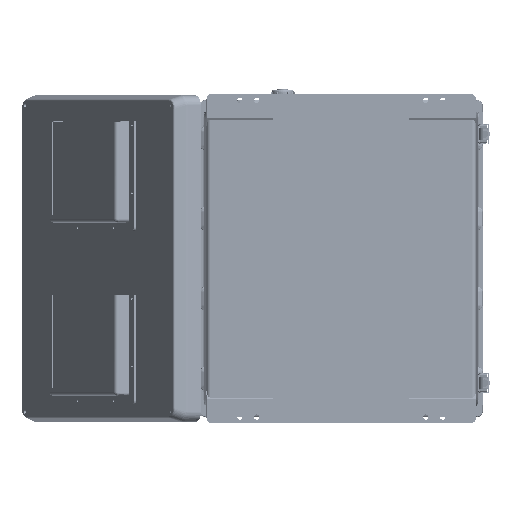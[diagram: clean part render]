
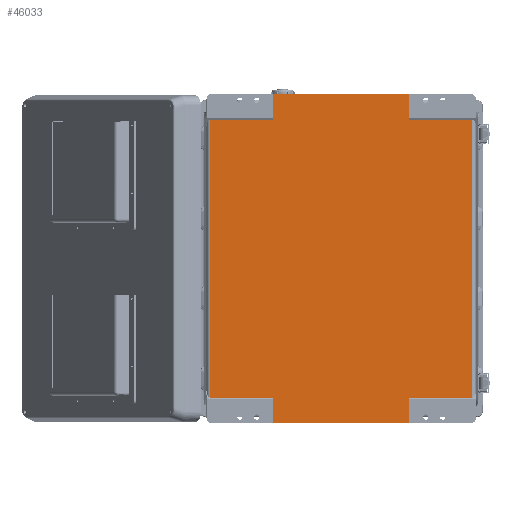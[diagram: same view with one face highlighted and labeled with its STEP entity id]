
A CAD part, front view. The second image highlights one B-rep face of the part: STEP entity #46033.
In plain terms, the highlighted planar face has unit normal (0, -1, 0).
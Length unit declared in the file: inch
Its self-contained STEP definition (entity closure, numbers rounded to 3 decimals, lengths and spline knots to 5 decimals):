
#1426 = VECTOR ( 'NONE', #57293, 39.37008 ) ;
#2209 = EDGE_CURVE ( 'NONE', #91820, #73121, #38443, .T. ) ;
#2212 = CARTESIAN_POINT ( 'NONE',  ( 4.03163, 0.05906, 0. ) ) ;
#2434 = VECTOR ( 'NONE', #107596, 39.37008 ) ;
#2809 = ORIENTED_EDGE ( 'NONE', *, *, #56162, .T. ) ;
#4536 = CARTESIAN_POINT ( 'NONE',  ( 8.11811, 0.05906, -1.51961 ) ) ;
#6388 = VERTEX_POINT ( 'NONE', #77592 ) ;
#7292 = CARTESIAN_POINT ( 'NONE',  ( 7.73754, 0.05906, -17.96858 ) ) ;
#7518 = CARTESIAN_POINT ( 'NONE',  ( 4.03163, 0.05906, -17.96858 ) ) ;
#7769 = VECTOR ( 'NONE', #105091, 39.37008 ) ;
#8023 = EDGE_CURVE ( 'NONE', #96818, #41543, #30208, .T. ) ;
#8215 = EDGE_CURVE ( 'NONE', #80843, #35157, #24256, .T. ) ;
#10308 = CARTESIAN_POINT ( 'NONE',  ( -8.11811, 0.05906, -1.51961 ) ) ;
#11407 = DIRECTION ( 'NONE',  ( 1., 0., 0. ) ) ;
#13091 = CARTESIAN_POINT ( 'NONE',  ( 8.11811, 0.05906, 0. ) ) ;
#14687 = DIRECTION ( 'NONE',  ( 0., 0., -1. ) ) ;
#16547 = DIRECTION ( 'NONE',  ( -1., 0., 0. ) ) ;
#17242 = PLANE ( 'NONE',  #74190 ) ;
#19798 = EDGE_CURVE ( 'NONE', #73121, #6388, #49995, .T. ) ;
#20052 = LINE ( 'NONE', #131939, #119077 ) ;
#20960 = EDGE_CURVE ( 'NONE', #80843, #158326, #45384, .T. ) ;
#21807 = EDGE_CURVE ( 'NONE', #54084, #6388, #110336, .T. ) ;
#24256 = LINE ( 'NONE', #82714, #2434 ) ;
#25512 = ORIENTED_EDGE ( 'NONE', *, *, #85025, .F. ) ;
#25622 = CARTESIAN_POINT ( 'NONE',  ( 4.03163, 0.05906, -19.48819 ) ) ;
#28494 = EDGE_LOOP ( 'NONE', ( #25512, #2809, #85630, #53704, #125514, #119244, #125037, #163089, #111116, #147922, #73879, #104127 ) ) ;
#29999 = DIRECTION ( 'NONE',  ( 0., 0., 1. ) ) ;
#30208 = LINE ( 'NONE', #79435, #40081 ) ;
#34382 = DIRECTION ( 'NONE',  ( 0., 0., -1. ) ) ;
#34820 = CARTESIAN_POINT ( 'NONE',  ( -4.03163, 0.05906, -17.96858 ) ) ;
#35157 = VERTEX_POINT ( 'NONE', #39444 ) ;
#38443 = LINE ( 'NONE', #113480, #41250 ) ;
#39444 = CARTESIAN_POINT ( 'NONE',  ( 7.73754, 0.05906, -1.51961 ) ) ;
#40081 = VECTOR ( 'NONE', #14687, 39.37008 ) ;
#41250 = VECTOR ( 'NONE', #124608, 39.37008 ) ;
#41543 = VERTEX_POINT ( 'NONE', #66631 ) ;
#45384 = LINE ( 'NONE', #103997, #7769 ) ;
#46033 = ADVANCED_FACE ( 'NONE', ( #107941 ), #17242, .F. ) ;
#49995 = LINE ( 'NONE', #13091, #91610 ) ;
#53329 = CARTESIAN_POINT ( 'NONE',  ( -7.73754, 0.05906, -1.51961 ) ) ;
#53704 = ORIENTED_EDGE ( 'NONE', *, *, #79789, .F. ) ;
#54043 = CARTESIAN_POINT ( 'NONE',  ( -4.03163, 0.05906, -1.51961 ) ) ;
#54084 = VERTEX_POINT ( 'NONE', #54043 ) ;
#54779 = CARTESIAN_POINT ( 'NONE',  ( 8.11811, 0.05906, -19.48819 ) ) ;
#56113 = DIRECTION ( 'NONE',  ( -1., 0., 0. ) ) ;
#56162 = EDGE_CURVE ( 'NONE', #108475, #96818, #116661, .T. ) ;
#57293 = DIRECTION ( 'NONE',  ( 0., 0., 1. ) ) ;
#57864 = CARTESIAN_POINT ( 'NONE',  ( -4.03163, 0.05906, 0.85787 ) ) ;
#65236 = VECTOR ( 'NONE', #101032, 39.37008 ) ;
#66631 = CARTESIAN_POINT ( 'NONE',  ( -4.03163, 0.05906, -19.48819 ) ) ;
#70575 = LINE ( 'NONE', #10308, #92306 ) ;
#71947 = VECTOR ( 'NONE', #79848, 39.37008 ) ;
#73121 = VERTEX_POINT ( 'NONE', #2212 ) ;
#73879 = ORIENTED_EDGE ( 'NONE', *, *, #21807, .F. ) ;
#74190 = AXIS2_PLACEMENT_3D ( 'NONE', #4536, #93103, #29999 ) ;
#77592 = CARTESIAN_POINT ( 'NONE',  ( -4.03163, 0.05906, 0. ) ) ;
#79435 = CARTESIAN_POINT ( 'NONE',  ( -4.03163, 0.05906, -20.34606 ) ) ;
#79789 = EDGE_CURVE ( 'NONE', #115765, #41543, #134927, .T. ) ;
#79848 = DIRECTION ( 'NONE',  ( 0., 0., 1. ) ) ;
#80843 = VERTEX_POINT ( 'NONE', #7292 ) ;
#82714 = CARTESIAN_POINT ( 'NONE',  ( 7.73754, 0.05906, -1.51961 ) ) ;
#85025 = EDGE_CURVE ( 'NONE', #108475, #90509, #105534, .T. ) ;
#85630 = ORIENTED_EDGE ( 'NONE', *, *, #8023, .T. ) ;
#90509 = VERTEX_POINT ( 'NONE', #132141 ) ;
#91610 = VECTOR ( 'NONE', #155915, 39.37008 ) ;
#91820 = VERTEX_POINT ( 'NONE', #127115 ) ;
#92306 = VECTOR ( 'NONE', #11407, 39.37008 ) ;
#93103 = DIRECTION ( 'NONE',  ( 0., 1., 0. ) ) ;
#96818 = VERTEX_POINT ( 'NONE', #34820 ) ;
#101032 = DIRECTION ( 'NONE',  ( 1., 0., 0. ) ) ;
#103997 = CARTESIAN_POINT ( 'NONE',  ( 8.11811, 0.05906, -17.96858 ) ) ;
#104127 = ORIENTED_EDGE ( 'NONE', *, *, #160168, .F. ) ;
#105091 = DIRECTION ( 'NONE',  ( -1., 0., 0. ) ) ;
#105534 = LINE ( 'NONE', #53329, #71947 ) ;
#107596 = DIRECTION ( 'NONE',  ( 0., 0., 1. ) ) ;
#107941 = FACE_OUTER_BOUND ( 'NONE', #28494, .T. ) ;
#108475 = VERTEX_POINT ( 'NONE', #109528 ) ;
#109528 = CARTESIAN_POINT ( 'NONE',  ( -7.73754, 0.05906, -17.96858 ) ) ;
#110336 = LINE ( 'NONE', #57864, #1426 ) ;
#111116 = ORIENTED_EDGE ( 'NONE', *, *, #2209, .T. ) ;
#113480 = CARTESIAN_POINT ( 'NONE',  ( 4.03163, 0.05906, 0.85787 ) ) ;
#113760 = VECTOR ( 'NONE', #34382, 39.37008 ) ;
#115765 = VERTEX_POINT ( 'NONE', #25622 ) ;
#116661 = LINE ( 'NONE', #140297, #65236 ) ;
#119077 = VECTOR ( 'NONE', #56113, 39.37008 ) ;
#119244 = ORIENTED_EDGE ( 'NONE', *, *, #20960, .F. ) ;
#124608 = DIRECTION ( 'NONE',  ( 0., 0., 1. ) ) ;
#125037 = ORIENTED_EDGE ( 'NONE', *, *, #8215, .T. ) ;
#125514 = ORIENTED_EDGE ( 'NONE', *, *, #161067, .F. ) ;
#127115 = CARTESIAN_POINT ( 'NONE',  ( 4.03163, 0.05906, -1.51961 ) ) ;
#131939 = CARTESIAN_POINT ( 'NONE',  ( 8.11811, 0.05906, -1.51961 ) ) ;
#132141 = CARTESIAN_POINT ( 'NONE',  ( -7.73754, 0.05906, -1.51961 ) ) ;
#134927 = LINE ( 'NONE', #54779, #144693 ) ;
#140106 = EDGE_CURVE ( 'NONE', #35157, #91820, #20052, .T. ) ;
#140297 = CARTESIAN_POINT ( 'NONE',  ( -8.11811, 0.05906, -17.96858 ) ) ;
#144693 = VECTOR ( 'NONE', #16547, 39.37008 ) ;
#147477 = LINE ( 'NONE', #159535, #113760 ) ;
#147922 = ORIENTED_EDGE ( 'NONE', *, *, #19798, .T. ) ;
#155915 = DIRECTION ( 'NONE',  ( -1., 0., 0. ) ) ;
#158326 = VERTEX_POINT ( 'NONE', #7518 ) ;
#159535 = CARTESIAN_POINT ( 'NONE',  ( 4.03163, 0.05906, -20.34606 ) ) ;
#160168 = EDGE_CURVE ( 'NONE', #90509, #54084, #70575, .T. ) ;
#161067 = EDGE_CURVE ( 'NONE', #158326, #115765, #147477, .T. ) ;
#163089 = ORIENTED_EDGE ( 'NONE', *, *, #140106, .T. ) ;
